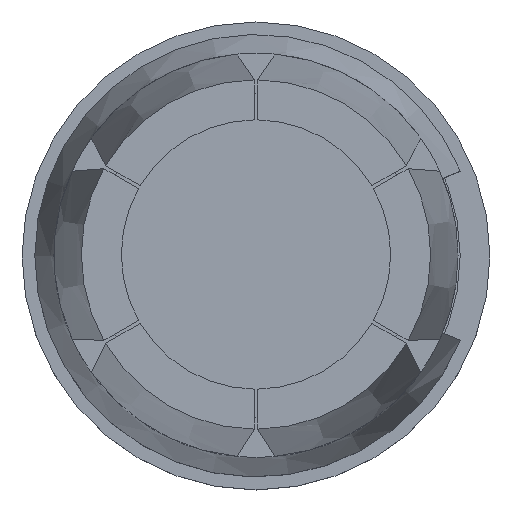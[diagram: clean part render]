
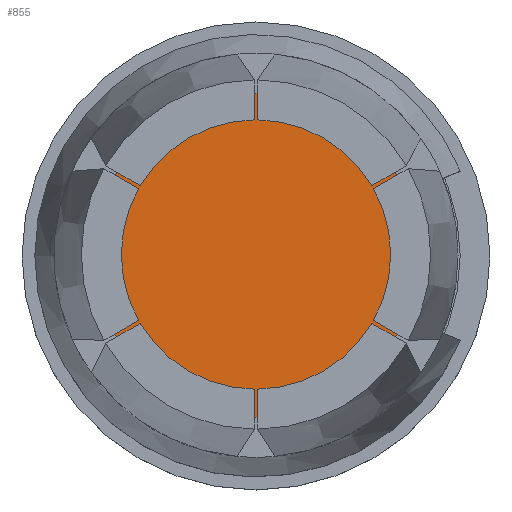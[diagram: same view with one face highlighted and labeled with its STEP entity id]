
A CAD part, top view. The second image highlights one B-rep face of the part: STEP entity #855.
In plain terms, the highlighted planar face has unit normal (0, 0, 1).
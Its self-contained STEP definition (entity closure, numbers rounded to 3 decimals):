
#93=PLANE($,#962);
#145=FACE_OUTER_BOUND($,#211,.T.);
#211=EDGE_LOOP($,(#718));
#358=CIRCLE($,#963,1.905);
#428=VERTEX_POINT($,#1495);
#536=EDGE_CURVE($,#428,#428,#358,.T.);
#718=ORIENTED_EDGE($,*,*,#536,.F.);
#855=ADVANCED_FACE($,(#145),#93,.T.);
#962=AXIS2_PLACEMENT_3D($,#1494,#1191,#1192);
#963=AXIS2_PLACEMENT_3D($,#1496,#1193,#1194);
#1191=DIRECTION('center_axis',(0.,0.,
1.));
#1192=DIRECTION('ref_axis',(0.,1.,0.));
#1193=DIRECTION('center_axis',(0.,0.,
-1.));
#1194=DIRECTION('ref_axis',(1.,0.,0.));
#1494=CARTESIAN_POINT('Origin',(2.095,-2.096,4.3));
#1495=CARTESIAN_POINT('',(1.905,0.,4.3));
#1496=CARTESIAN_POINT('Origin',(0.,0.,4.3));
